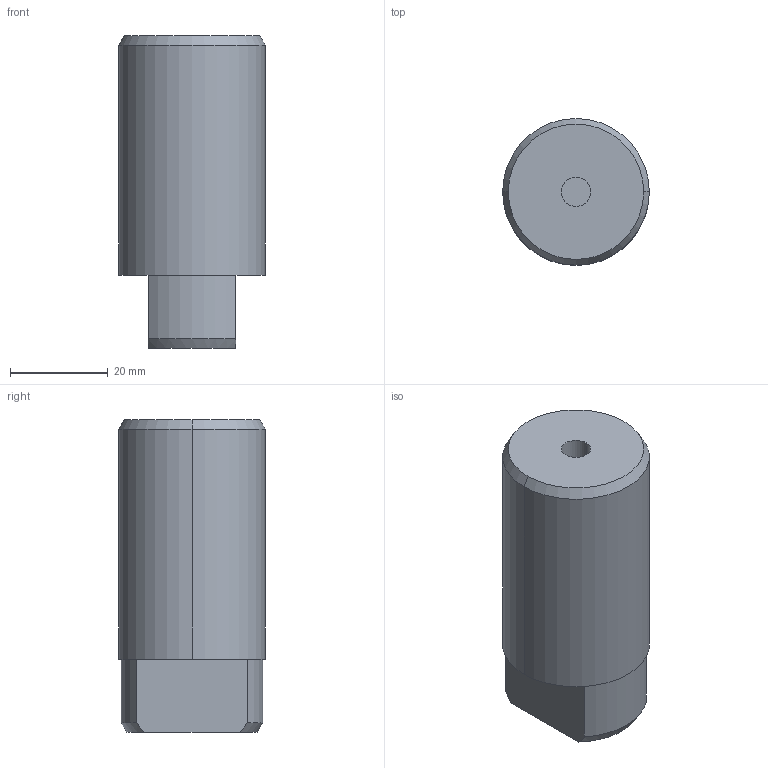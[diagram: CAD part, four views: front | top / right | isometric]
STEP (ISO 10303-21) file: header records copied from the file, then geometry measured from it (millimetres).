
FILE_DESCRIPTION (( 'STEP AP203' ), '1' );
FILE_NAME ('bj710-18030.STEP', '2021-10-24T23:58:46', ( '' ), ( '' ), 'SwSTEP 2.0', 'SolidWorks 2020', '' );
FILE_SCHEMA (( 'CONFIG_CONTROL_DESIGN' ));
Length unit declared in the file: millimetre
Products named in the file (1): bj710-18030
Bounding box: 30 x 30 x 64 mm (x, y, z)
Volume: 41495.4 mm3; surface area: 7362.7 mm2
Topology: 1 solids, 1 shells, 16 faces, 34 edges, 22 vertices
Faces by surface type: cylinder 6, plane 6, cone 4
Entity records: 519 total; most frequent: CARTESIAN_POINT 85, DIRECTION 80, ORIENTED_EDGE 68, EDGE_CURVE 34, AXIS2_PLACEMENT_3D 33, VERTEX_POINT 22, EDGE_LOOP 18, CIRCLE 16
